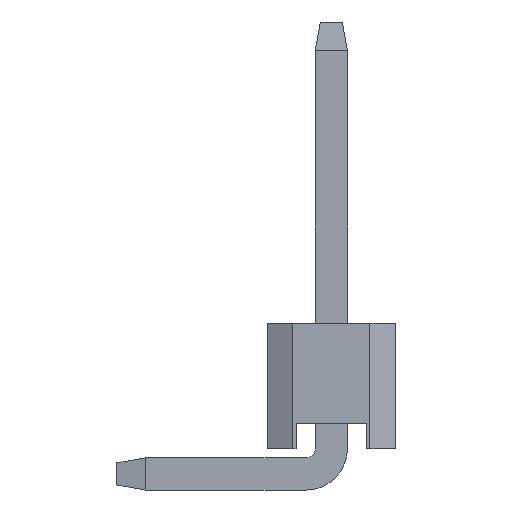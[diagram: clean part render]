
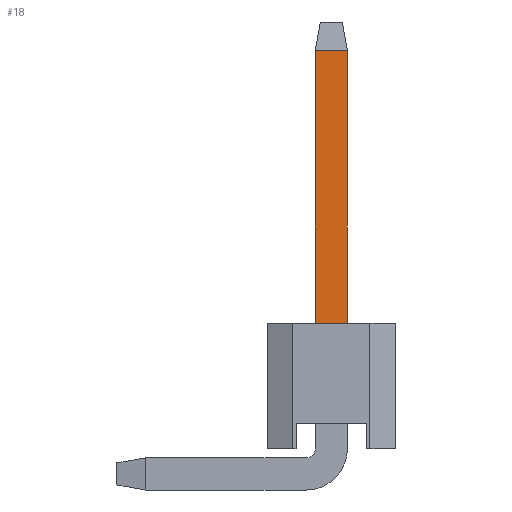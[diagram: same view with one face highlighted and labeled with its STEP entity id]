
A CAD part, left-side view. The second image highlights one B-rep face of the part: STEP entity #18.
In plain terms, the highlighted planar face has unit normal (-1, 0, 0).
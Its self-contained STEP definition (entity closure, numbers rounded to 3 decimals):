
#18 = ADVANCED_FACE ( 'NONE', ( #1012 ), #196, .T. ) ;
#196 = PLANE ( 'NONE',  #1081 ) ;
#256 = VERTEX_POINT ( 'NONE', #4403 ) ;
#483 = ORIENTED_EDGE ( 'NONE', *, *, #966, .T. ) ;
#571 = CARTESIAN_POINT ( 'NONE',  ( -49.85, 0.32, 0. ) ) ;
#609 = EDGE_CURVE ( 'NONE', #3013, #4612, #3792, .T. ) ;
#690 = EDGE_CURVE ( 'NONE', #4185, #4612, #2334, .T. ) ;
#764 = CARTESIAN_POINT ( 'NONE',  ( -49.85, 0.32, 2.5 ) ) ;
#939 = CARTESIAN_POINT ( 'NONE',  ( -49.85, -0.32, 0. ) ) ;
#966 = EDGE_CURVE ( 'NONE', #256, #4185, #2554, .T. ) ;
#1012 = FACE_OUTER_BOUND ( 'NONE', #4049, .T. ) ;
#1081 = AXIS2_PLACEMENT_3D ( 'NONE', #939, #2962, #1404 ) ;
#1095 = LINE ( 'NONE', #764, #3956 ) ;
#1203 = CARTESIAN_POINT ( 'NONE',  ( -49.85, 0.32, 7.933 ) ) ;
#1404 = DIRECTION ( 'NONE',  ( 0., 0., 1. ) ) ;
#1611 = VECTOR ( 'NONE', #4780, 1000. ) ;
#2030 = VECTOR ( 'NONE', #2595, 1000. ) ;
#2334 = LINE ( 'NONE', #4382, #1611 ) ;
#2543 = ORIENTED_EDGE ( 'NONE', *, *, #4471, .T. ) ;
#2554 = LINE ( 'NONE', #4500, #4479 ) ;
#2595 = DIRECTION ( 'NONE',  ( 0., 0., 1. ) ) ;
#2945 = CARTESIAN_POINT ( 'NONE',  ( -49.85, -0.32, 7.933 ) ) ;
#2962 = DIRECTION ( 'NONE',  ( -1., 0., 0. ) ) ;
#3013 = VERTEX_POINT ( 'NONE', #4835 ) ;
#3318 = DIRECTION ( 'NONE',  ( 0., 0., 1. ) ) ;
#3386 = ORIENTED_EDGE ( 'NONE', *, *, #690, .T. ) ;
#3664 = ORIENTED_EDGE ( 'NONE', *, *, #609, .F. ) ;
#3792 = LINE ( 'NONE', #571, #2030 ) ;
#3956 = VECTOR ( 'NONE', #4693, 1000. ) ;
#4049 = EDGE_LOOP ( 'NONE', ( #3664, #2543, #483, #3386 ) ) ;
#4185 = VERTEX_POINT ( 'NONE', #2945 ) ;
#4382 = CARTESIAN_POINT ( 'NONE',  ( -49.85, -0.32, 7.933 ) ) ;
#4403 = CARTESIAN_POINT ( 'NONE',  ( -49.85, -0.32, 2.5 ) ) ;
#4471 = EDGE_CURVE ( 'NONE', #3013, #256, #1095, .T. ) ;
#4479 = VECTOR ( 'NONE', #3318, 1000. ) ;
#4500 = CARTESIAN_POINT ( 'NONE',  ( -49.85, -0.32, 0. ) ) ;
#4612 = VERTEX_POINT ( 'NONE', #1203 ) ;
#4693 = DIRECTION ( 'NONE',  ( 0., -1., 0. ) ) ;
#4780 = DIRECTION ( 'NONE',  ( 0., 1., 0. ) ) ;
#4835 = CARTESIAN_POINT ( 'NONE',  ( -49.85, 0.32, 2.5 ) ) ;
